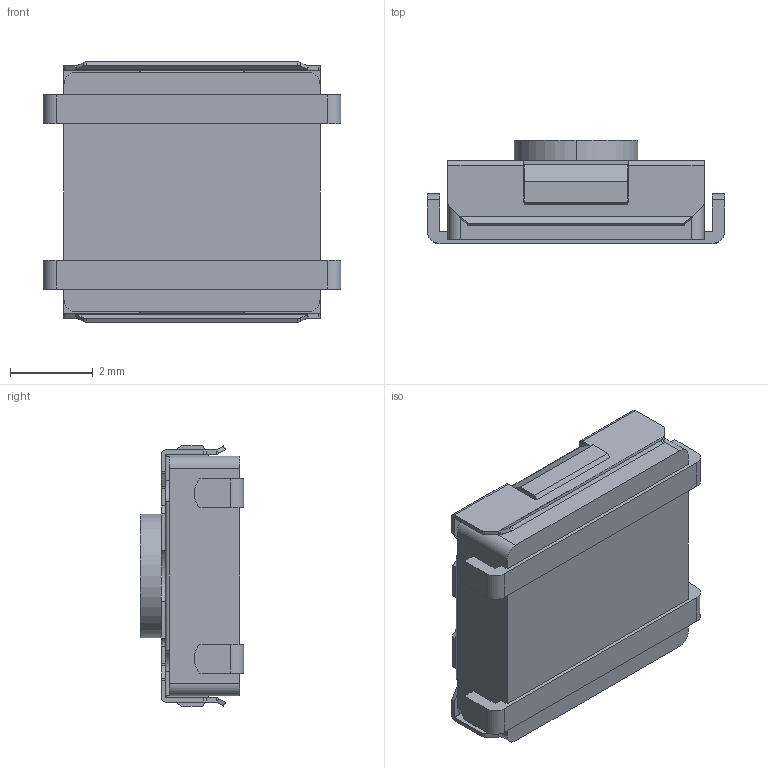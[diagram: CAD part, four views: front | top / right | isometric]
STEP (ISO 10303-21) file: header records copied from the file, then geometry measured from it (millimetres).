
FILE_DESCRIPTION(('STEP AP242'),'1');
FILE_NAME('skhuale010.stp','2021-02-25T13:00:28',('TraceParts'),('TraceParts S.A.'),'Spatial InterOp 3D',' ',' ');
FILE_SCHEMA(('AP242_MANAGED_MODEL_BASED_3D_ENGINEERING_MIM_LF {1 0 10303 442 1 1 4}'));
Length unit declared in the file: millimetre
Products named in the file (1): skhuale010
Bounding box: 7.2 x 2.5 x 6.3 mm (x, y, z)
Volume: 75.2 mm3; surface area: 175.1 mm2
Topology: 1 solids, 1 shells, 164 faces, 468 edges, 300 vertices
Faces by surface type: plane 98, cylinder 62, bspline 4
Entity records: 6307 total; most frequent: CARTESIAN_POINT 1001, ORIENTED_EDGE 936, DIRECTION 896, EDGE_CURVE 468, LINE 330, VECTOR 330, VERTEX_POINT 300, AXIS2_PLACEMENT_3D 283
